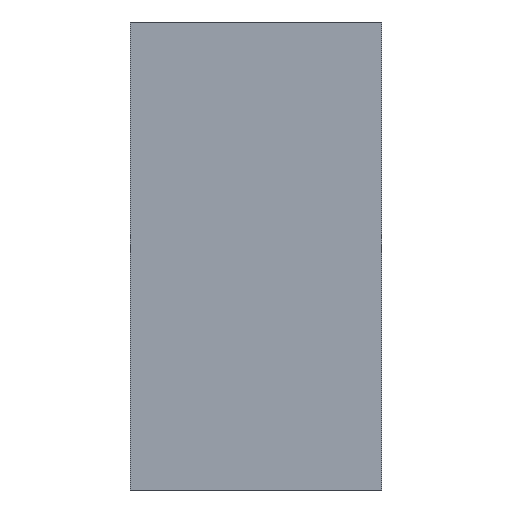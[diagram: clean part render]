
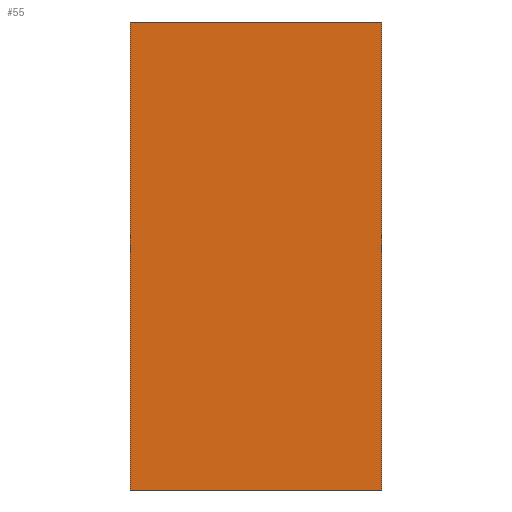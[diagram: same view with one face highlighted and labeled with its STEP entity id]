
A CAD part, front view. The second image highlights one B-rep face of the part: STEP entity #55.
In plain terms, the highlighted planar face has unit normal (0, -1, 0).
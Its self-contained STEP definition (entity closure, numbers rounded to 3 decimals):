
#55=ADVANCED_FACE('',(#67),#68,.T.);
#67=FACE_OUTER_BOUND('',#80,.T.);
#68=PLANE('',#81);
#80=EDGE_LOOP('',(#113,#114,#115,#116));
#81=AXIS2_PLACEMENT_3D('',#117,#118,#119);
#113=ORIENTED_EDGE('',*,*,#132,.T.);
#114=ORIENTED_EDGE('',*,*,#128,.T.);
#115=ORIENTED_EDGE('',*,*,#138,.F.);
#116=ORIENTED_EDGE('',*,*,#135,.F.);
#117=CARTESIAN_POINT('',(24.0,270.0,-0.003));
#118=DIRECTION('',(0.,-1.0,0.));
#119=DIRECTION('',(0.,0.,-1.0));
#128=EDGE_CURVE('',#140,#141,#142,.T.);
#132=EDGE_CURVE('',#148,#140,#149,.T.);
#135=EDGE_CURVE('',#148,#153,#154,.T.);
#138=EDGE_CURVE('',#153,#141,#158,.T.);
#140=VERTEX_POINT('',#160);
#141=VERTEX_POINT('',#161);
#142=LINE('',#162,#163);
#148=VERTEX_POINT('',#172);
#149=LINE('',#173,#174);
#153=VERTEX_POINT('',#180);
#154=LINE('',#181,#182);
#158=LINE('',#188,#189);
#160=CARTESIAN_POINT('',(-24.0,270.0,-44.662));
#161=CARTESIAN_POINT('',(24.0,270.0,-44.662));
#162=CARTESIAN_POINT('',(24.0,270.0,-44.662));
#163=VECTOR('',#192,1.0);
#172=CARTESIAN_POINT('',(-24.0,270.0,44.657));
#173=CARTESIAN_POINT('',(-24.0,270.0,-44.662));
#174=VECTOR('',#196,1.0);
#180=CARTESIAN_POINT('',(24.0,270.0,44.657));
#181=CARTESIAN_POINT('',(24.0,270.0,44.657));
#182=VECTOR('',#199,1.0);
#188=CARTESIAN_POINT('',(24.0,270.0,-0.003));
#189=VECTOR('',#202,1.0);
#192=DIRECTION('',(1.0,0.,0.));
#196=DIRECTION('',(0.,0.0,-1.0));
#199=DIRECTION('',(1.0,0.,0.));
#202=DIRECTION('',(0.,0.0,-1.0));
